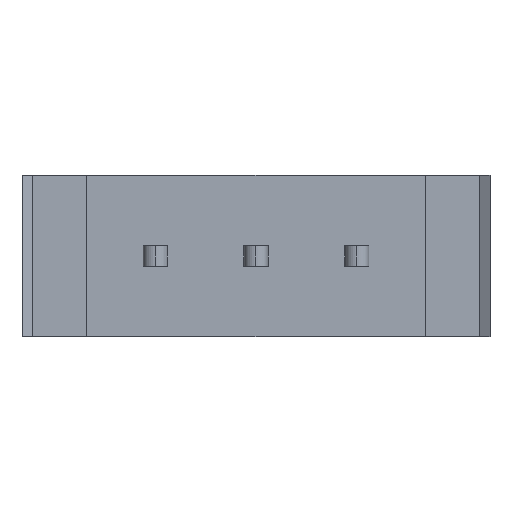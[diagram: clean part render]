
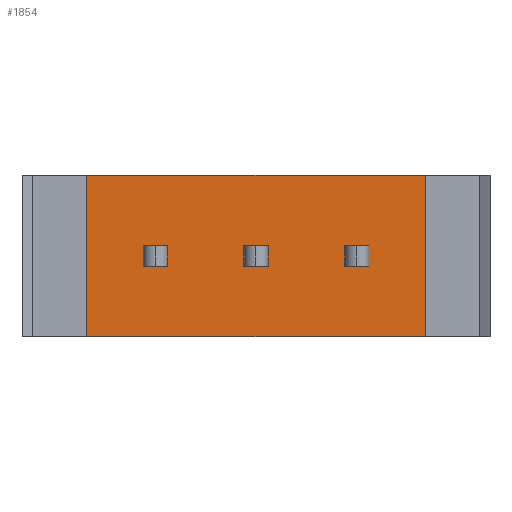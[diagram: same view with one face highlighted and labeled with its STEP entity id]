
A CAD part, front view. The second image highlights one B-rep face of the part: STEP entity #1854.
In plain terms, the highlighted planar face has unit normal (0, -1, 0).
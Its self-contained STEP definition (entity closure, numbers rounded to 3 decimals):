
#30 = EDGE_CURVE ( 'NONE', #1474, #2822, #616, .T. ) ;
#110 = VECTOR ( 'NONE', #2329, 1000. ) ;
#127 = EDGE_LOOP ( 'NONE', ( #191, #2380, #1021, #2596 ) ) ;
#143 = VECTOR ( 'NONE', #952, 1000. ) ;
#178 = DIRECTION ( 'NONE',  ( 0., 0., 1. ) ) ;
#179 = EDGE_CURVE ( 'NONE', #1303, #1220, #365, .T. ) ;
#189 = CARTESIAN_POINT ( 'NONE',  ( 2.8, 0.3, -0.25 ) ) ;
#190 = CARTESIAN_POINT ( 'NONE',  ( -4.2, 0.3, 2. ) ) ;
#191 = ORIENTED_EDGE ( 'NONE', *, *, #1982, .F. ) ;
#216 = ORIENTED_EDGE ( 'NONE', *, *, #1136, .F. ) ;
#239 = VERTEX_POINT ( 'NONE', #1421 ) ;
#263 = CARTESIAN_POINT ( 'NONE',  ( 2.2, 0.3, 0.25 ) ) ;
#281 = CARTESIAN_POINT ( 'NONE',  ( -2.2, 0.3, 0.25 ) ) ;
#287 = DIRECTION ( 'NONE',  ( 0., 0., -1. ) ) ;
#321 = CARTESIAN_POINT ( 'NONE',  ( 4.2, 0.3, 2. ) ) ;
#324 = LINE ( 'NONE', #1754, #2487 ) ;
#346 = PLANE ( 'NONE',  #1965 ) ;
#355 = LINE ( 'NONE', #1174, #2546 ) ;
#365 = LINE ( 'NONE', #720, #1048 ) ;
#413 = EDGE_CURVE ( 'NONE', #1531, #2562, #2004, .T. ) ;
#414 = ORIENTED_EDGE ( 'NONE', *, *, #30, .F. ) ;
#447 = ORIENTED_EDGE ( 'NONE', *, *, #2623, .F. ) ;
#448 = LINE ( 'NONE', #281, #2013 ) ;
#484 = CARTESIAN_POINT ( 'NONE',  ( 0.3, 0.3, -0.25 ) ) ;
#486 = ORIENTED_EDGE ( 'NONE', *, *, #615, .F. ) ;
#541 = CARTESIAN_POINT ( 'NONE',  ( -2.2, 0.3, -0.25 ) ) ;
#582 = VECTOR ( 'NONE', #813, 1000. ) ;
#601 = CARTESIAN_POINT ( 'NONE',  ( -4.2, 0.3, -13.116 ) ) ;
#615 = EDGE_CURVE ( 'NONE', #1887, #1474, #746, .T. ) ;
#616 = LINE ( 'NONE', #2386, #2367 ) ;
#625 = FACE_BOUND ( 'NONE', #127, .T. ) ;
#644 = CARTESIAN_POINT ( 'NONE',  ( 0.3, 0.3, -0.25 ) ) ;
#673 = DIRECTION ( 'NONE',  ( 1., 0., 0. ) ) ;
#677 = LINE ( 'NONE', #263, #2335 ) ;
#679 = DIRECTION ( 'NONE',  ( 0., 0., 1. ) ) ;
#711 = CARTESIAN_POINT ( 'NONE',  ( -2.8, 0.3, 0.25 ) ) ;
#720 = CARTESIAN_POINT ( 'NONE',  ( -2.8, 0.3, -0.25 ) ) ;
#746 = LINE ( 'NONE', #2643, #143 ) ;
#805 = ORIENTED_EDGE ( 'NONE', *, *, #2072, .F. ) ;
#813 = DIRECTION ( 'NONE',  ( 0., 0., -1. ) ) ;
#825 = VECTOR ( 'NONE', #1867, 1000. ) ;
#867 = ORIENTED_EDGE ( 'NONE', *, *, #1476, .F. ) ;
#904 = DIRECTION ( 'NONE',  ( 1., 0., 0. ) ) ;
#952 = DIRECTION ( 'NONE',  ( -1., 0., 0. ) ) ;
#962 = CARTESIAN_POINT ( 'NONE',  ( -2.8, 0.3, -0.25 ) ) ;
#1007 = CARTESIAN_POINT ( 'NONE',  ( 0.3, 0.3, 0.25 ) ) ;
#1021 = ORIENTED_EDGE ( 'NONE', *, *, #2188, .F. ) ;
#1048 = VECTOR ( 'NONE', #287, 1000. ) ;
#1096 = DIRECTION ( 'NONE',  ( 0., 0., 1. ) ) ;
#1136 = EDGE_CURVE ( 'NONE', #2822, #2190, #2000, .T. ) ;
#1160 = VECTOR ( 'NONE', #1860, 1000. ) ;
#1169 = EDGE_LOOP ( 'NONE', ( #2410, #1329, #805, #2567 ) ) ;
#1174 = CARTESIAN_POINT ( 'NONE',  ( 0.3, 0.3, -0.25 ) ) ;
#1220 = VERTEX_POINT ( 'NONE', #962 ) ;
#1222 = LINE ( 'NONE', #1328, #1475 ) ;
#1231 = LINE ( 'NONE', #644, #1888 ) ;
#1253 = CARTESIAN_POINT ( 'NONE',  ( 4.2, 0.3, -2. ) ) ;
#1262 = EDGE_LOOP ( 'NONE', ( #867, #1536, #447, #2505 ) ) ;
#1289 = EDGE_CURVE ( 'NONE', #2090, #2082, #355, .T. ) ;
#1296 = LINE ( 'NONE', #2606, #1638 ) ;
#1303 = VERTEX_POINT ( 'NONE', #711 ) ;
#1328 = CARTESIAN_POINT ( 'NONE',  ( -2.2, 0.3, -0.25 ) ) ;
#1329 = ORIENTED_EDGE ( 'NONE', *, *, #179, .F. ) ;
#1416 = CARTESIAN_POINT ( 'NONE',  ( -0.3, 0.3, 0.25 ) ) ;
#1421 = CARTESIAN_POINT ( 'NONE',  ( -2.2, 0.3, 0.25 ) ) ;
#1434 = EDGE_CURVE ( 'NONE', #2017, #1755, #1720, .T. ) ;
#1454 = CARTESIAN_POINT ( 'NONE',  ( 2.2, 0.3, -0.25 ) ) ;
#1473 = DIRECTION ( 'NONE',  ( 1., 0., 0. ) ) ;
#1474 = VERTEX_POINT ( 'NONE', #1539 ) ;
#1475 = VECTOR ( 'NONE', #1794, 1000. ) ;
#1476 = EDGE_CURVE ( 'NONE', #2562, #2090, #1231, .T. ) ;
#1509 = DIRECTION ( 'NONE',  ( 1., 0., 0. ) ) ;
#1531 = VERTEX_POINT ( 'NONE', #1416 ) ;
#1536 = ORIENTED_EDGE ( 'NONE', *, *, #413, .F. ) ;
#1539 = CARTESIAN_POINT ( 'NONE',  ( -4.2, 0.3, -2. ) ) ;
#1541 = ORIENTED_EDGE ( 'NONE', *, *, #2382, .T. ) ;
#1584 = DIRECTION ( 'NONE',  ( -1., 0., 0. ) ) ;
#1585 = CARTESIAN_POINT ( 'NONE',  ( 2.8, 0.3, 0.25 ) ) ;
#1606 = EDGE_LOOP ( 'NONE', ( #486, #1541, #216, #414 ) ) ;
#1613 = FACE_BOUND ( 'NONE', #1262, .T. ) ;
#1616 = VECTOR ( 'NONE', #178, 1000. ) ;
#1638 = VECTOR ( 'NONE', #679, 1000. ) ;
#1720 = LINE ( 'NONE', #189, #1616 ) ;
#1754 = CARTESIAN_POINT ( 'NONE',  ( -2.2, 0.3, -0.25 ) ) ;
#1755 = VERTEX_POINT ( 'NONE', #1585 ) ;
#1794 = DIRECTION ( 'NONE',  ( 0., 0., 1. ) ) ;
#1803 = CARTESIAN_POINT ( 'NONE',  ( 0.3, 0.3, 0.25 ) ) ;
#1854 = ADVANCED_FACE ( 'NONE', ( #2338, #1613, #2565, #625 ), #346, .T. ) ;
#1855 = CARTESIAN_POINT ( 'NONE',  ( 2.2, 0.3, -0.25 ) ) ;
#1860 = DIRECTION ( 'NONE',  ( 1., 0., 0. ) ) ;
#1867 = DIRECTION ( 'NONE',  ( -1., 0., 0. ) ) ;
#1886 = CARTESIAN_POINT ( 'NONE',  ( -0.3, 0.3, -0.25 ) ) ;
#1887 = VERTEX_POINT ( 'NONE', #1253 ) ;
#1888 = VECTOR ( 'NONE', #673, 1000. ) ;
#1914 = LINE ( 'NONE', #1454, #582 ) ;
#1965 = AXIS2_PLACEMENT_3D ( 'NONE', #601, #2751, #1473 ) ;
#1982 = EDGE_CURVE ( 'NONE', #2189, #2017, #2528, .T. ) ;
#2000 = LINE ( 'NONE', #2617, #2324 ) ;
#2001 = EDGE_CURVE ( 'NONE', #2182, #2189, #1914, .T. ) ;
#2004 = LINE ( 'NONE', #2103, #110 ) ;
#2013 = VECTOR ( 'NONE', #1584, 1000. ) ;
#2017 = VERTEX_POINT ( 'NONE', #2350 ) ;
#2023 = DIRECTION ( 'NONE',  ( 0., 0., 1. ) ) ;
#2072 = EDGE_CURVE ( 'NONE', #239, #1303, #448, .T. ) ;
#2082 = VERTEX_POINT ( 'NONE', #1803 ) ;
#2090 = VERTEX_POINT ( 'NONE', #484 ) ;
#2094 = CARTESIAN_POINT ( 'NONE',  ( 2.2, 0.3, -0.25 ) ) ;
#2103 = CARTESIAN_POINT ( 'NONE',  ( -0.3, 0.3, -0.25 ) ) ;
#2151 = LINE ( 'NONE', #1007, #825 ) ;
#2180 = VERTEX_POINT ( 'NONE', #541 ) ;
#2182 = VERTEX_POINT ( 'NONE', #2478 ) ;
#2188 = EDGE_CURVE ( 'NONE', #1755, #2182, #677, .T. ) ;
#2189 = VERTEX_POINT ( 'NONE', #1855 ) ;
#2190 = VERTEX_POINT ( 'NONE', #321 ) ;
#2294 = DIRECTION ( 'NONE',  ( -1., 0., 0. ) ) ;
#2317 = EDGE_CURVE ( 'NONE', #2180, #239, #1222, .T. ) ;
#2324 = VECTOR ( 'NONE', #904, 1000. ) ;
#2329 = DIRECTION ( 'NONE',  ( 0., 0., -1. ) ) ;
#2335 = VECTOR ( 'NONE', #2294, 1000. ) ;
#2338 = FACE_OUTER_BOUND ( 'NONE', #1606, .T. ) ;
#2350 = CARTESIAN_POINT ( 'NONE',  ( 2.8, 0.3, -0.25 ) ) ;
#2367 = VECTOR ( 'NONE', #1096, 1000. ) ;
#2380 = ORIENTED_EDGE ( 'NONE', *, *, #2001, .F. ) ;
#2382 = EDGE_CURVE ( 'NONE', #1887, #2190, #1296, .T. ) ;
#2386 = CARTESIAN_POINT ( 'NONE',  ( -4.2, 0.3, -13.116 ) ) ;
#2410 = ORIENTED_EDGE ( 'NONE', *, *, #2817, .F. ) ;
#2478 = CARTESIAN_POINT ( 'NONE',  ( 2.2, 0.3, 0.25 ) ) ;
#2487 = VECTOR ( 'NONE', #1509, 1000. ) ;
#2505 = ORIENTED_EDGE ( 'NONE', *, *, #1289, .F. ) ;
#2528 = LINE ( 'NONE', #2094, #1160 ) ;
#2546 = VECTOR ( 'NONE', #2023, 1000. ) ;
#2562 = VERTEX_POINT ( 'NONE', #1886 ) ;
#2565 = FACE_BOUND ( 'NONE', #1169, .T. ) ;
#2567 = ORIENTED_EDGE ( 'NONE', *, *, #2317, .F. ) ;
#2596 = ORIENTED_EDGE ( 'NONE', *, *, #1434, .F. ) ;
#2606 = CARTESIAN_POINT ( 'NONE',  ( 4.2, 0.3, -13.116 ) ) ;
#2617 = CARTESIAN_POINT ( 'NONE',  ( -4.2, 0.3, 2. ) ) ;
#2623 = EDGE_CURVE ( 'NONE', #2082, #1531, #2151, .T. ) ;
#2643 = CARTESIAN_POINT ( 'NONE',  ( -4.2, 0.3, -2. ) ) ;
#2751 = DIRECTION ( 'NONE',  ( 0., -1., 0. ) ) ;
#2817 = EDGE_CURVE ( 'NONE', #1220, #2180, #324, .T. ) ;
#2822 = VERTEX_POINT ( 'NONE', #190 ) ;
